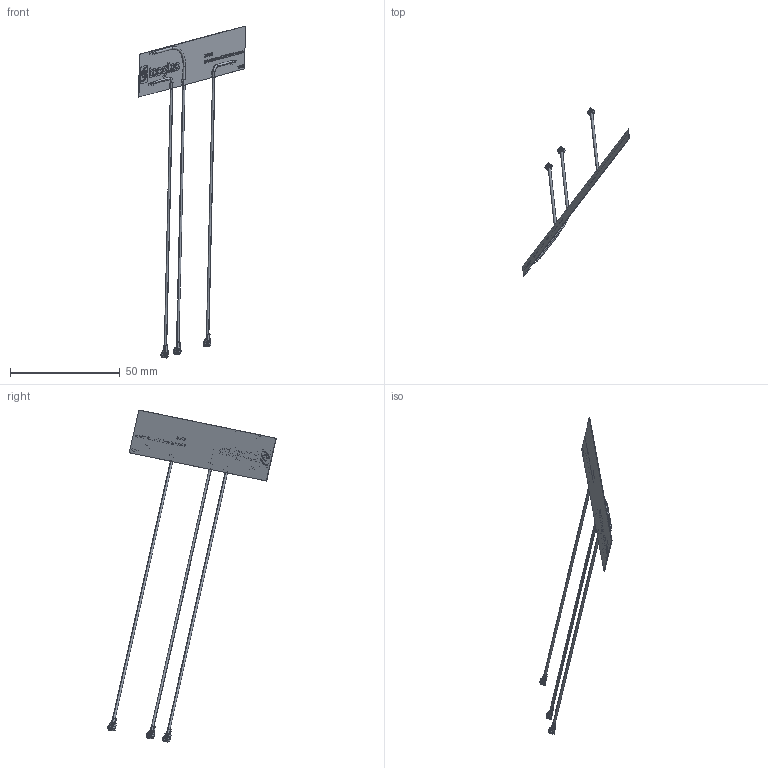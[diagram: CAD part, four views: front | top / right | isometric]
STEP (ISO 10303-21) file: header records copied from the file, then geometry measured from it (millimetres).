
FILE_DESCRIPTION (( 'STEP AP214' ), '1' );
FILE_NAME ('FXP523.A.07.A.001_Web.STEP', '2022-03-15T15:19:49', ( '' ), ( '' ), 'SwSTEP 2.0', 'SolidWorks 2018', '' );
FILE_SCHEMA (( 'AUTOMOTIVE_DESIGN' ));
Length unit declared in the file: millimetre
Products named in the file (1): FXP523.A.07.A.001_Web
Bounding box: 48.82 x 76.88 x 151.46 mm (x, y, z)
Surface area: 5068 mm2 (no closed solid volume)
Topology: 0 solids, 115 shells, 406 faces, 2911 edges, 2563 vertices
Faces by surface type: plane 269, cylinder 106, torus 18, bspline 13
Entity records: 37875 total; most frequent: CARTESIAN_POINT 14063, ORIENTED_EDGE 3543, DIRECTION 3183, EDGE_CURVE 2911, VERTEX_POINT 2563, VECTOR 1611, LINE 1611, AXIS2_PLACEMENT_3D 786
